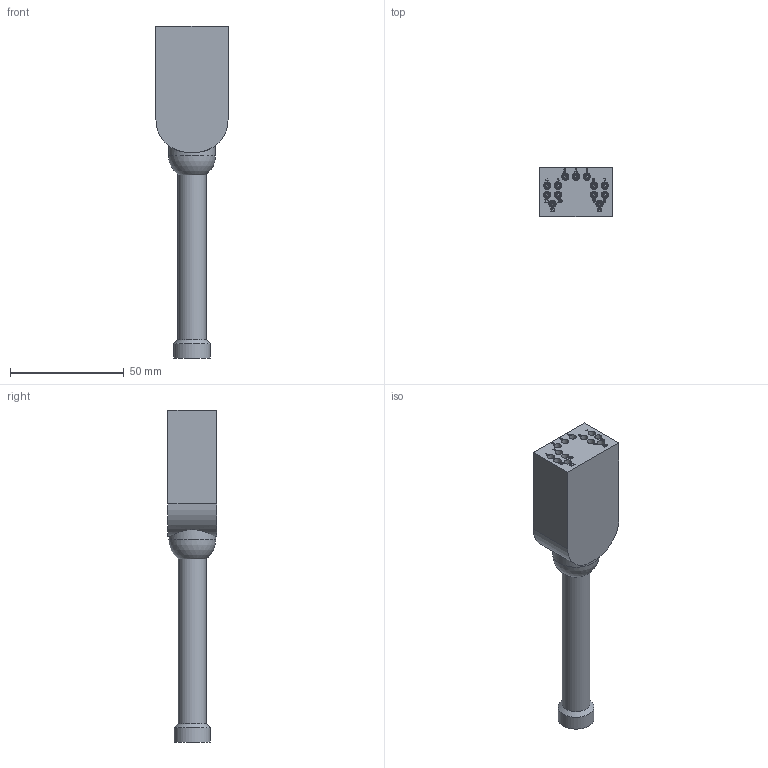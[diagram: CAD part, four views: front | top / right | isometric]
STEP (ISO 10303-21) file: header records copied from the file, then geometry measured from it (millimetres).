
FILE_DESCRIPTION(/* description */ (''),/* implementation_level */ '2;1');
FILE_NAME(/* name */ 'DLPDC13F.stp',/* time_stamp */ '2015-10-06T09:38:31+02:00',/* author */ ('sh'),/* organization */ (''),/* preprocessor_version */ 'ST-DEVELOPER v15.2',/* originating_system */ 'Autodesk Inventor 2014',/* authorisation */ '');
FILE_SCHEMA (('AUTOMOTIVE_DESIGN { 1 0 10303 214 3 1 1 }'));
Length unit declared in the file: inch
Products named in the file (1): DLPDC13F
Bounding box: 31.75 x 21.67 x 146.05 mm (x, y, z)
Volume: 49833.2 mm3; surface area: 14505.5 mm2
Topology: 2 solids, 2 shells, 679 faces, 1745 edges, 1141 vertices
Faces by surface type: plane 242, bspline 196, cylinder 109, torus 104, cone 27, sphere 1
Full cylindrical faces by diameter (mm): 1.321 x13, 2.032 x13, 3.175 x78, 12.319 x1, 15.85 x1, 20.625 x1
Entity records: 23644 total; most frequent: CARTESIAN_POINT 9338, ORIENTED_EDGE 2786, DIRECTION 2195, EDGE_CURVE 1393, VERTEX_POINT 1028, EDGE_LOOP 989, AXIS2_PLACEMENT_3D 750, LINE 695
